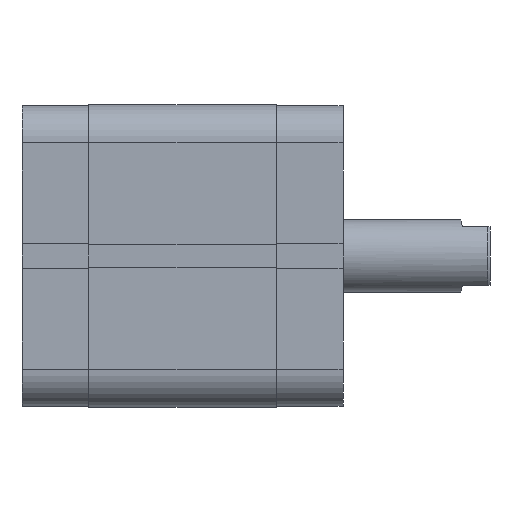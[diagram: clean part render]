
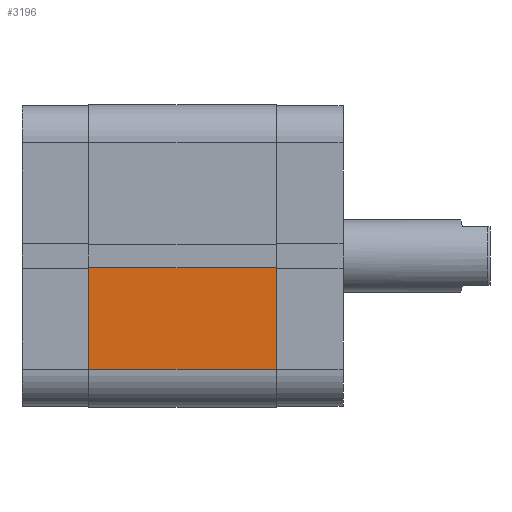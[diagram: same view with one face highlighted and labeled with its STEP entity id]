
A CAD part, front view. The second image highlights one B-rep face of the part: STEP entity #3196.
In plain terms, the highlighted planar face has unit normal (0, -1, 0).
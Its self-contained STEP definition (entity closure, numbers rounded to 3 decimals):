
#89 = EDGE_CURVE ( 'NONE', #5480, #5521, #750, .T. ) ;
#90 = EDGE_CURVE ( 'NONE', #5480, #5489, #752, .T. ) ;
#93 = EDGE_CURVE ( 'NONE', #5521, #5453, #758, .T. ) ;
#94 = EDGE_CURVE ( 'NONE', #5489, #5453, #756, .T. ) ;
#545 = AXIS2_PLACEMENT_3D ( 'NONE', #2112, #2118, #2119 ) ;
#750 = LINE ( 'NONE', #5740, #751 ) ;
#751 = VECTOR ( 'NONE', #5741, 1000. ) ;
#752 = LINE ( 'NONE', #5743, #753 ) ;
#753 = VECTOR ( 'NONE', #5744, 1000. ) ;
#756 = LINE ( 'NONE', #5742, #760 ) ;
#758 = LINE ( 'NONE', #5750, #759 ) ;
#759 = VECTOR ( 'NONE', #5751, 1000. ) ;
#760 = VECTOR ( 'NONE', #5753, 1000. ) ;
#1388 = FACE_OUTER_BOUND ( 'NONE', #4001, .T. ) ;
#2109 = PLANE ( 'NONE',  #545 ) ;
#2112 = CARTESIAN_POINT ( 'NONE',  ( 0., -33.5, 41.5 ) ) ;
#2118 = DIRECTION ( 'NONE',  ( 0., 1., 0. ) ) ;
#2119 = DIRECTION ( 'NONE',  ( 0., 0., 1. ) ) ;
#2656 = CARTESIAN_POINT ( 'NONE',  ( -2.6, -33.5, 0. ) ) ;
#2683 = CARTESIAN_POINT ( 'NONE',  ( -25., -33.5, 41.5 ) ) ;
#2692 = CARTESIAN_POINT ( 'NONE',  ( -25., -33.5, 0. ) ) ;
#2724 = CARTESIAN_POINT ( 'NONE',  ( -2.6, -33.5, 41.5 ) ) ;
#3196 = ADVANCED_FACE ( 'NONE', ( #1388 ), #2109, .F. ) ;
#4001 = EDGE_LOOP ( 'NONE', ( #4605, #4604, #4603, #4602 ) ) ;
#4602 = ORIENTED_EDGE ( 'NONE', *, *, #90, .T. ) ;
#4603 = ORIENTED_EDGE ( 'NONE', *, *, #89, .F. ) ;
#4604 = ORIENTED_EDGE ( 'NONE', *, *, #93, .F. ) ;
#4605 = ORIENTED_EDGE ( 'NONE', *, *, #94, .T. ) ;
#5453 = VERTEX_POINT ( 'NONE', #2656 ) ;
#5480 = VERTEX_POINT ( 'NONE', #2683 ) ;
#5489 = VERTEX_POINT ( 'NONE', #2692 ) ;
#5521 = VERTEX_POINT ( 'NONE', #2724 ) ;
#5740 = CARTESIAN_POINT ( 'NONE',  ( 0., -33.5, 41.5 ) ) ;
#5741 = DIRECTION ( 'NONE',  ( 1., 0., 0. ) ) ;
#5742 = CARTESIAN_POINT ( 'NONE',  ( 0., -33.5, 0. ) ) ;
#5743 = CARTESIAN_POINT ( 'NONE',  ( -25., -33.5, 41.5 ) ) ;
#5744 = DIRECTION ( 'NONE',  ( 0., 0., -1. ) ) ;
#5750 = CARTESIAN_POINT ( 'NONE',  ( -2.6, -33.5, 41.5 ) ) ;
#5751 = DIRECTION ( 'NONE',  ( 0., 0., -1. ) ) ;
#5753 = DIRECTION ( 'NONE',  ( 1., 0., 0. ) ) ;
